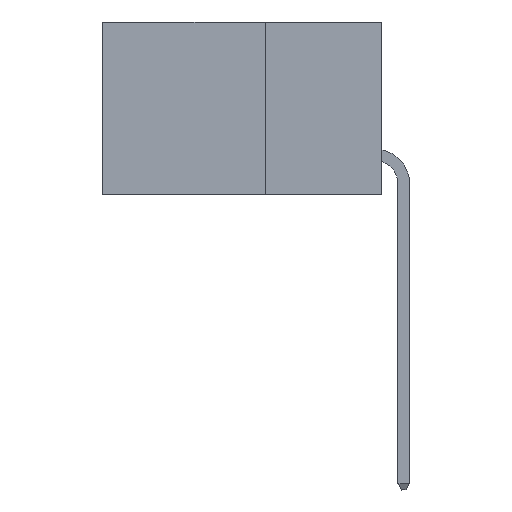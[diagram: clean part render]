
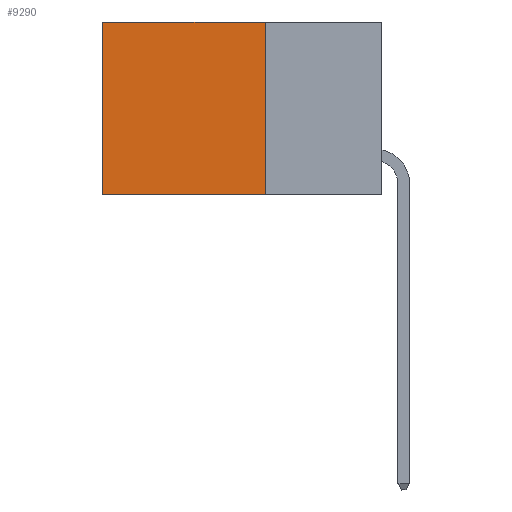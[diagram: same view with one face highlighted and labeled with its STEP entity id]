
A CAD part, left-side view. The second image highlights one B-rep face of the part: STEP entity #9290.
In plain terms, the highlighted planar face has unit normal (-1, 0, 0).
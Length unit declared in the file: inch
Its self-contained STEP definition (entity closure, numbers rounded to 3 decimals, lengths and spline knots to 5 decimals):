
#20 = PLANE ( 'NONE',  #11722 ) ;
#958 = CARTESIAN_POINT ( 'NONE',  ( 0.2875, 0.6, 0. ) ) ;
#1079 = CARTESIAN_POINT ( 'NONE',  ( 0.2875, 0.25, 0. ) ) ;
#1202 = ORIENTED_EDGE ( 'NONE', *, *, #9484, .T. ) ;
#1229 = FACE_OUTER_BOUND ( 'NONE', #3233, .T. ) ;
#1739 = VERTEX_POINT ( 'NONE', #2405 ) ;
#1986 = CARTESIAN_POINT ( 'NONE',  ( 0.2875, 0.6, -0.37 ) ) ;
#2027 = CARTESIAN_POINT ( 'NONE',  ( 0.2875, 0.25, 0. ) ) ;
#2405 = CARTESIAN_POINT ( 'NONE',  ( 0.2875, 0.6, 0. ) ) ;
#3233 = EDGE_LOOP ( 'NONE', ( #12143, #10174, #11343, #1202 ) ) ;
#3518 = EDGE_CURVE ( 'NONE', #10184, #10619, #5980, .T. ) ;
#4792 = VERTEX_POINT ( 'NONE', #1986 ) ;
#5051 = LINE ( 'NONE', #10287, #8034 ) ;
#5576 = LINE ( 'NONE', #958, #12889 ) ;
#5923 = EDGE_CURVE ( 'NONE', #1739, #4792, #5576, .T. ) ;
#5980 = LINE ( 'NONE', #1079, #13129 ) ;
#6376 = CARTESIAN_POINT ( 'NONE',  ( 0.2875, 0.25, -0.37 ) ) ;
#6513 = EDGE_CURVE ( 'NONE', #10619, #4792, #11441, .T. ) ;
#7372 = DIRECTION ( 'NONE',  ( 0., 1., 0. ) ) ;
#8034 = VECTOR ( 'NONE', #11327, 39.37008 ) ;
#8179 = DIRECTION ( 'NONE',  ( 0., 0., -1. ) ) ;
#9290 = ADVANCED_FACE ( 'NONE', ( #1229 ), #20, .F. ) ;
#9484 = EDGE_CURVE ( 'NONE', #10184, #1739, #5051, .T. ) ;
#10174 = ORIENTED_EDGE ( 'NONE', *, *, #6513, .F. ) ;
#10184 = VERTEX_POINT ( 'NONE', #12595 ) ;
#10287 = CARTESIAN_POINT ( 'NONE',  ( 0.2875, 0.25, 0. ) ) ;
#10619 = VERTEX_POINT ( 'NONE', #11162 ) ;
#10968 = DIRECTION ( 'NONE',  ( 1., 0., 0. ) ) ;
#11117 = VECTOR ( 'NONE', #7372, 39.37008 ) ;
#11162 = CARTESIAN_POINT ( 'NONE',  ( 0.2875, 0.25, -0.37 ) ) ;
#11327 = DIRECTION ( 'NONE',  ( 0., 1., 0. ) ) ;
#11343 = ORIENTED_EDGE ( 'NONE', *, *, #3518, .F. ) ;
#11441 = LINE ( 'NONE', #6376, #11117 ) ;
#11722 = AXIS2_PLACEMENT_3D ( 'NONE', #2027, #10968, #13075 ) ;
#12143 = ORIENTED_EDGE ( 'NONE', *, *, #5923, .T. ) ;
#12438 = DIRECTION ( 'NONE',  ( 0., 0., -1. ) ) ;
#12595 = CARTESIAN_POINT ( 'NONE',  ( 0.2875, 0.25, 0. ) ) ;
#12889 = VECTOR ( 'NONE', #12438, 39.37008 ) ;
#13075 = DIRECTION ( 'NONE',  ( 0., 0., -1. ) ) ;
#13129 = VECTOR ( 'NONE', #8179, 39.37008 ) ;
